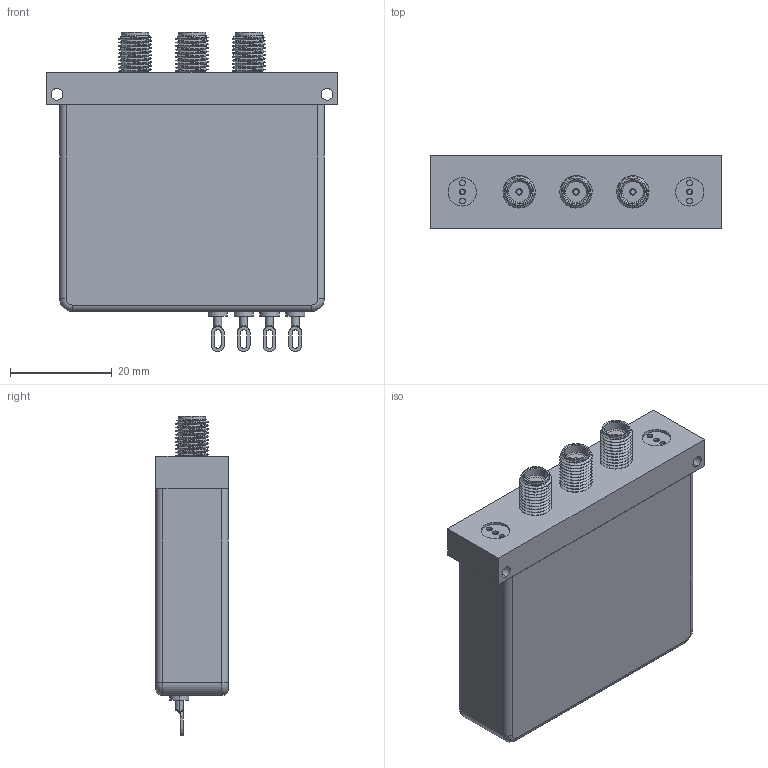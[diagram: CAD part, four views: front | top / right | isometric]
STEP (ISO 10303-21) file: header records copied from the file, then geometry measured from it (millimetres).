
FILE_DESCRIPTION (( 'STEP AP214' ), '1' );
FILE_NAME ('FMSW6470.step', '2021-02-25T21:32:02', ( '' ), ( '' ), 'SwSTEP 2.0', 'SolidWorks 2018', '' );
FILE_SCHEMA (( 'AUTOMOTIVE_DESIGN' ));
Length unit declared in the file: inch
Products named in the file (1): FMSW6470
Bounding box: 57.15 x 14.28 x 62.74 mm (x, y, z)
Volume: 35632.6 mm3; surface area: 8995.3 mm2
Topology: 1 solids, 1 shells, 755 faces, 2013 edges, 1322 vertices
Faces by surface type: plane 378, cylinder 174, bspline 172, cone 27, torus 4
Entity records: 33544 total; most frequent: CARTESIAN_POINT 16139, ORIENTED_EDGE 4010, DIRECTION 2919, EDGE_CURVE 2005, VERTEX_POINT 1322, VECTOR 1231, LINE 1231, AXIS2_PLACEMENT_3D 844
